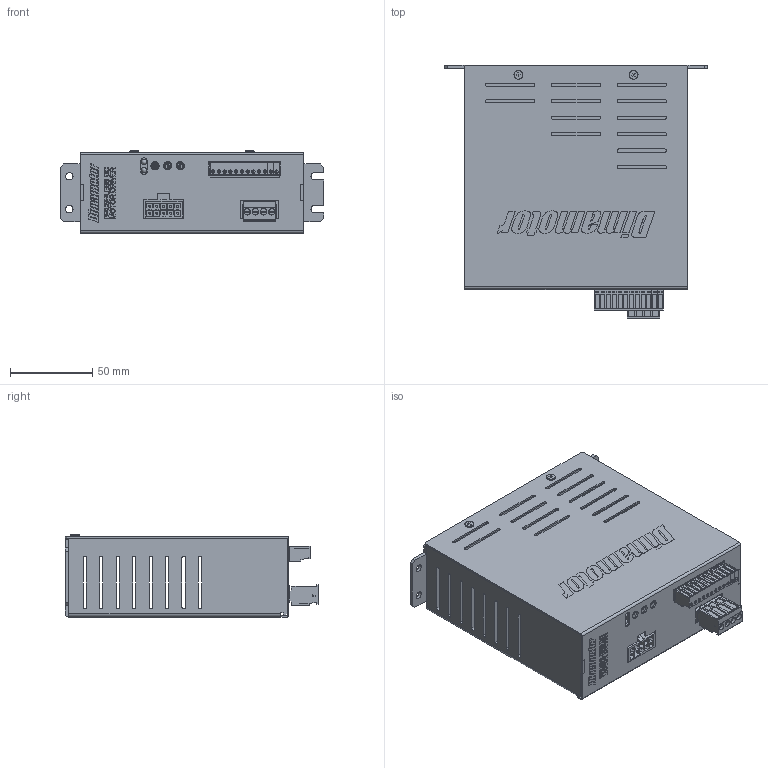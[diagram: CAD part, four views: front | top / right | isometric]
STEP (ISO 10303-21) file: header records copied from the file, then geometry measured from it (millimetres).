
FILE_DESCRIPTION( ( '' ), '1' );
FILE_NAME( 'DT-150-2(NEW)CUS_Ver0.stp', '2018-08-07T06:06:23', ( 'Dimamotor' ), ( 'Dimamotor' ), 'PSStep 17.0.49', ' ', ' ' );
FILE_SCHEMA( ( 'AUTOMOTIVE_DESIGN { 1 0 10303 214 1 1 1 1 }' ) );
Length unit declared in the file: millimetre
Products named in the file (16): PCB_P_T1_CUS; 4.2 mmHeaders-10P; PRT0001; PCB_C_T1; 2P-LED-T; 可變電阻; ECH350V-12P; MEAA-D13-42; MEAA-D13-41; M3鉚釘-5.5高; Assem1; MEAA-U13-41; M3x4L平頭; 5ESDPL-4P; EC350RL-11P; EC350RL-2P
Assembly tree (22 placements, depth 3):
  Assem1
    MEAA-U13-41
    M3x4L平頭  x2
    5ESDPL-4P
    EC350RL-11P
    EC350RL-2P
    MEAA-D13-42
      MEAA-D13-41
      M3鉚釘-5.5高  x5
    PCB_C_T1
      2P-LED-T
      可變電阻  x3
      ECH350V-12P
    PCB_P_T1_CUS
      4.2 mmHeaders-10P
      PRT0001
Bounding box: 160 x 154.19 x 49.9 mm (x, y, z)
Volume: 110210 mm3; surface area: 145138.1 mm2
Topology: 19 solids, 19 shells, 2737 faces, 6922 edges, 4545 vertices
Faces by surface type: plane 2287, cylinder 296, extrusion 86, cone 52, torus 14, sphere 2
Full cylindrical faces by diameter (mm): 0.5 x4, 0.6 x9, 0.8 x24, 1.2 x25, 1.251 x13, 1.5 x4, 2 x13, 2.459 x5, 2.5 x4, 3 x8, 3.39 x3, 3.4 x3, 3.8 x4, 4 x11, 4.2 x10, 4.5 x2, 5 x3, 5.35 x2, 6 x5
Entity records: 86943 total; most frequent: CARTESIAN_POINT 16709, ORIENTED_EDGE 10586, DIRECTION 10096, EDGE_CURVE 5293, VECTOR 4536, LINE 4450, VERTEX_POINT 3572, EDGE_LOOP 2781
